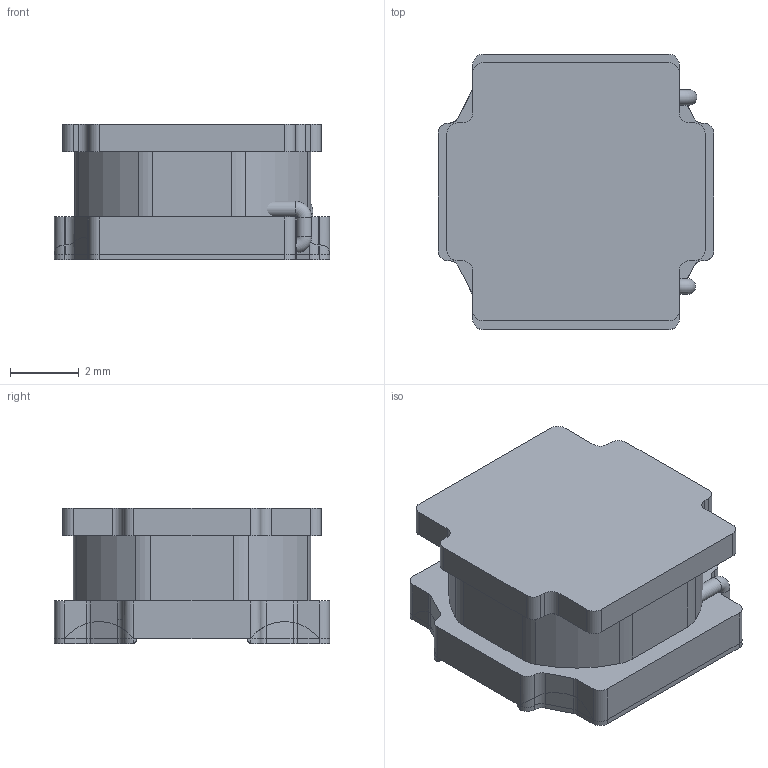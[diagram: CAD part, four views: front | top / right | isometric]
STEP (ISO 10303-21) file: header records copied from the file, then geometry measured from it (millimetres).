
FILE_DESCRIPTION(/* description */ (''),/* implementation_level */ '2;1');
FILE_NAME(/* name */ 'HPC8040.stp',/* time_stamp */ '2021-07-30T08:03:41+08:00',/* author */ (''),/* organization */ (''),/* preprocessor_version */ 'ST-DEVELOPER v16.7',/* originating_system */ 'SIEMENS PLM Software NX 12.0',/* authorisation */ '');
FILE_SCHEMA (('AUTOMOTIVE_DESIGN { 1 0 10303 214 3 1 1 1 }'));
Length unit declared in the file: millimetre
Products named in the file (1): HPC8040
Bounding box: 8 x 8 x 3.95 mm (x, y, z)
Volume: 225 mm3; surface area: 678 mm2
Topology: 13 solids, 13 shells, 206 faces, 493 edges, 313 vertices
Faces by surface type: plane 85, cylinder 83, torus 36, bspline 2
Full cylindrical faces by diameter (mm): 0.45 x6, 3.95 x1
Entity records: 6193 total; most frequent: CARTESIAN_POINT 1421, DIRECTION 998, ORIENTED_EDGE 900, EDGE_CURVE 450, AXIS2_PLACEMENT_3D 385, VERTEX_POINT 313, EDGE_LOOP 249, LINE 228
